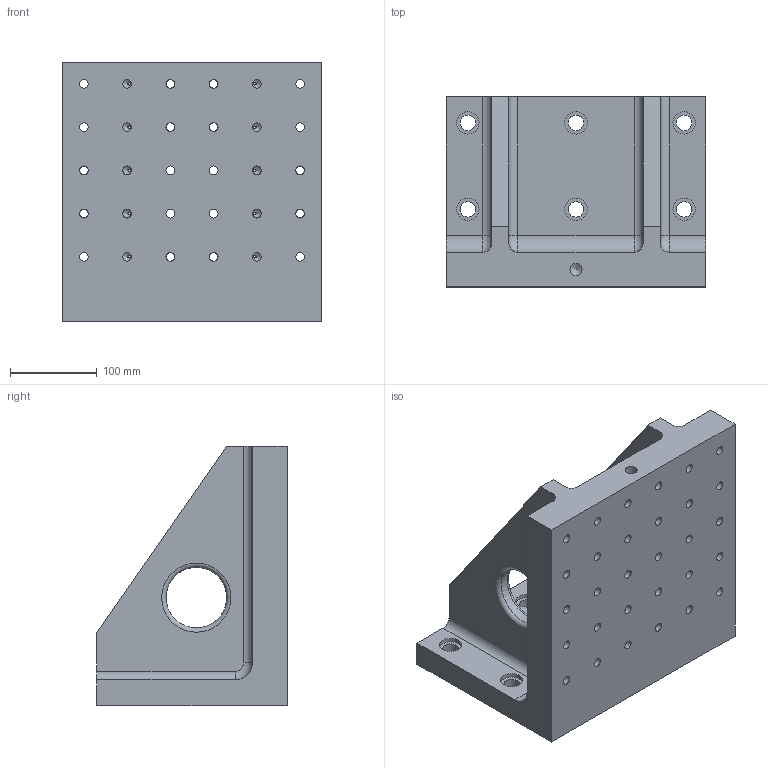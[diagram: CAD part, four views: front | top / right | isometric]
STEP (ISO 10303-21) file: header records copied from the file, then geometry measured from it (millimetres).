
FILE_DESCRIPTION( ( 'Unknown' ), '1' );
FILE_NAME( 'BP21-220300-0300-12.stp', 'Unknown', ( 'S.C.H' ), ( 'Unknown' ), 'XStep 1.0', 'Unknown', ' ' );
FILE_SCHEMA( ( 'CONFIG_CONTROL_DESIGN' ) );
Length unit declared in the file: millimetre
Products named in the file (1): 1
Bounding box: 300 x 220 x 300 mm (x, y, z)
Volume: 6264106.7 mm3; surface area: 498393.6 mm2
Topology: 1 solids, 1 shells, 99 faces, 297 edges, 206 vertices
Faces by surface type: cylinder 56, plane 24, cone 11, torus 8
Full cylindrical faces by diameter (mm): 10.106 x30, 14 x1, 18 x6, 26 x6, 70 x2
Entity records: 3381 total; most frequent: CARTESIAN_POINT 928, DIRECTION 499, ORIENTED_EDGE 378, EDGE_LOOP 241, AXIS2_PLACEMENT_3D 220, EDGE_CURVE 189, VERTEX_POINT 169, FACE_OUTER_BOUND 148
